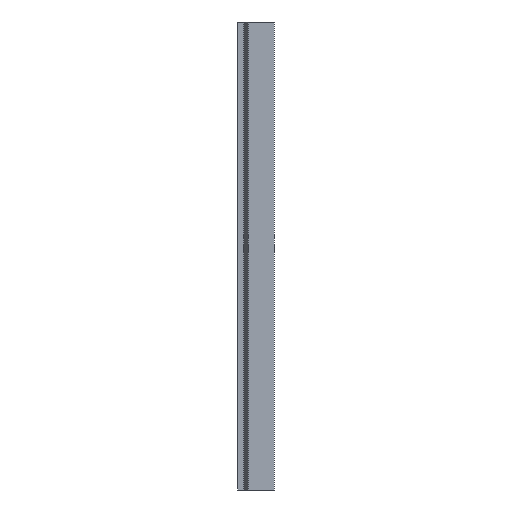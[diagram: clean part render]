
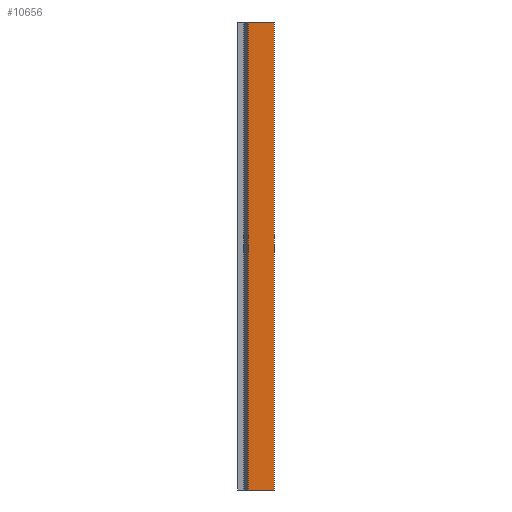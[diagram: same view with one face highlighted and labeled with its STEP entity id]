
A CAD part, left-side view. The second image highlights one B-rep face of the part: STEP entity #10656.
In plain terms, the highlighted planar face has unit normal (-1, 0, 0).
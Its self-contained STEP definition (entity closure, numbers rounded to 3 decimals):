
#518 = CARTESIAN_POINT ( 'NONE',  ( -37.5, 0., 362. ) ) ;
#580 = VERTEX_POINT ( 'NONE', #9486 ) ;
#842 = EDGE_CURVE ( 'NONE', #14302, #13615, #10679, .T. ) ;
#1237 = LINE ( 'NONE', #6662, #5986 ) ;
#1993 = VECTOR ( 'NONE', #8507, 1000. ) ;
#2496 = DIRECTION ( 'NONE',  ( 1., 0., 0. ) ) ;
#2760 = CARTESIAN_POINT ( 'NONE',  ( -37.5, 0., 362. ) ) ;
#2971 = CARTESIAN_POINT ( 'NONE',  ( -37.5, 20.158, 362. ) ) ;
#4565 = CARTESIAN_POINT ( 'NONE',  ( -37.5, 20.158, 362. ) ) ;
#5986 = VECTOR ( 'NONE', #13436, 1000. ) ;
#6172 = ORIENTED_EDGE ( 'NONE', *, *, #10006, .F. ) ;
#6662 = CARTESIAN_POINT ( 'NONE',  ( -37.5, 20.158, 0. ) ) ;
#6735 = EDGE_CURVE ( 'NONE', #9127, #580, #12879, .T. ) ;
#7260 = LINE ( 'NONE', #2971, #1993 ) ;
#7668 = EDGE_CURVE ( 'NONE', #13615, #580, #1237, .T. ) ;
#8376 = DIRECTION ( 'NONE',  ( 0., 0., -1. ) ) ;
#8507 = DIRECTION ( 'NONE',  ( 0., -1., 0. ) ) ;
#9000 = CARTESIAN_POINT ( 'NONE',  ( -37.5, 20.158, 0. ) ) ;
#9127 = VERTEX_POINT ( 'NONE', #518 ) ;
#9476 = VECTOR ( 'NONE', #8376, 1000. ) ;
#9486 = CARTESIAN_POINT ( 'NONE',  ( -37.5, 0., 0. ) ) ;
#9719 = CARTESIAN_POINT ( 'NONE',  ( -37.5, 20.158, 362. ) ) ;
#10006 = EDGE_CURVE ( 'NONE', #14302, #9127, #7260, .T. ) ;
#10253 = FACE_OUTER_BOUND ( 'NONE', #12073, .T. ) ;
#10656 = ADVANCED_FACE ( 'NONE', ( #10253 ), #11440, .F. ) ;
#10679 = LINE ( 'NONE', #11856, #12451 ) ;
#11440 = PLANE ( 'NONE',  #14051 ) ;
#11515 = DIRECTION ( 'NONE',  ( 0., 1., 0. ) ) ;
#11856 = CARTESIAN_POINT ( 'NONE',  ( -37.5, 20.158, 362. ) ) ;
#11878 = ORIENTED_EDGE ( 'NONE', *, *, #842, .T. ) ;
#12073 = EDGE_LOOP ( 'NONE', ( #13102, #13062, #6172, #11878 ) ) ;
#12451 = VECTOR ( 'NONE', #14142, 1000. ) ;
#12879 = LINE ( 'NONE', #2760, #9476 ) ;
#13062 = ORIENTED_EDGE ( 'NONE', *, *, #6735, .F. ) ;
#13102 = ORIENTED_EDGE ( 'NONE', *, *, #7668, .T. ) ;
#13436 = DIRECTION ( 'NONE',  ( 0., -1., 0. ) ) ;
#13615 = VERTEX_POINT ( 'NONE', #9000 ) ;
#14051 = AXIS2_PLACEMENT_3D ( 'NONE', #4565, #2496, #11515 ) ;
#14142 = DIRECTION ( 'NONE',  ( 0., 0., -1. ) ) ;
#14302 = VERTEX_POINT ( 'NONE', #9719 ) ;
